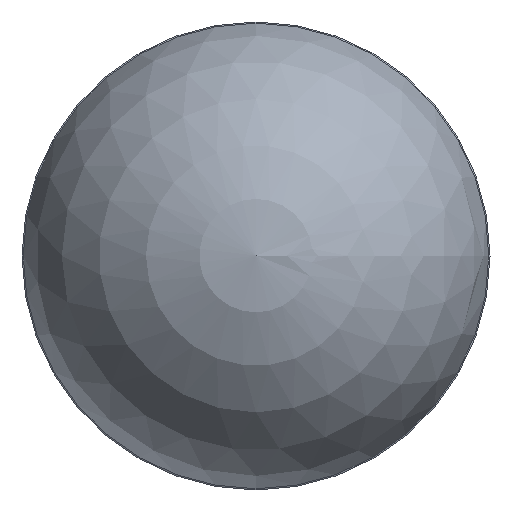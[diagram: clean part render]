
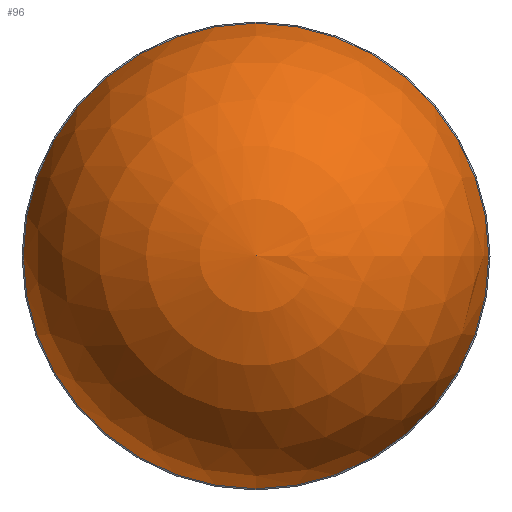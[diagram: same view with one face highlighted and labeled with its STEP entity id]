
A CAD part, top view. The second image highlights one B-rep face of the part: STEP entity #96.
In plain terms, the highlighted spherical face has radius 20.5 mm.
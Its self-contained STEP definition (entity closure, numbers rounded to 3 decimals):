
#96 = ADVANCED_FACE( '', ( #208 ), #209, .T. );
#208 = FACE_OUTER_BOUND( '', #333, .T. );
#209 = SPHERICAL_SURFACE( '', #334, 20.5 );
#333 = EDGE_LOOP( '', ( #536 ) );
#334 = AXIS2_PLACEMENT_3D( '', #537, #538, #539 );
#536 = ORIENTED_EDGE( '', *, *, #666, .F. );
#537 = CARTESIAN_POINT( '', ( 0., 0., 18.5 ) );
#538 = DIRECTION( '', ( 0., 0., 1. ) );
#539 = DIRECTION( '', ( 1., 0., 0. ) );
#666 = EDGE_CURVE( '', #774, #774, #775, .F. );
#774 = VERTEX_POINT( '', #930 );
#775 = CIRCLE( '', #931, 20.393 );
#930 = CARTESIAN_POINT( '', ( 20.393, 0., 20.593 ) );
#931 = AXIS2_PLACEMENT_3D( '', #1115, #1116, #1117 );
#1115 = CARTESIAN_POINT( '', ( 0., 0., 20.593 ) );
#1116 = DIRECTION( '', ( 0., 0., 1. ) );
#1117 = DIRECTION( '', ( 1., 0., 0. ) );
